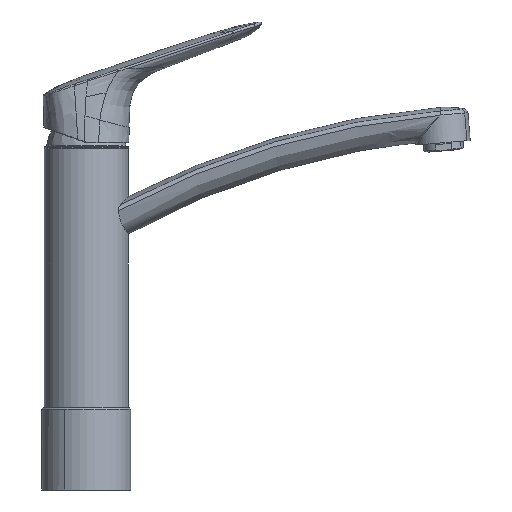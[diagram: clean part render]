
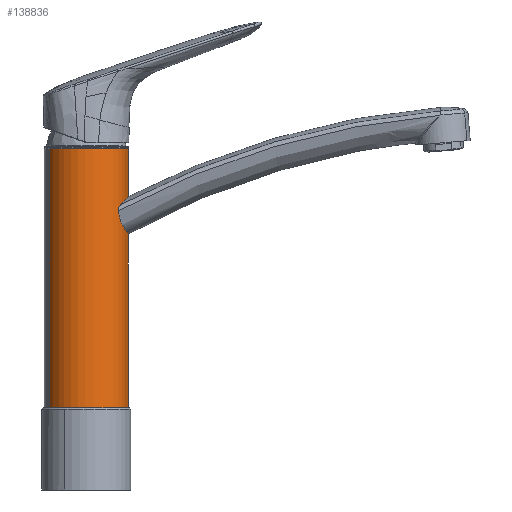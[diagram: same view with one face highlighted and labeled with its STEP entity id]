
A CAD part, front view. The second image highlights one B-rep face of the part: STEP entity #138836.
In plain terms, the highlighted cylindrical face has radius 25.5 mm (diameter 51 mm), a partial arc.
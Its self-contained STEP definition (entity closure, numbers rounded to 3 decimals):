
#138531=CARTESIAN_POINT(' ',(22.378,12.225,157.));
#138532=VERTEX_POINT(' ',#138531);
#138536=CARTESIAN_POINT(' ',(-22.378,-12.225,157.));
#138537=VERTEX_POINT(' ',#138536);
#138551=CARTESIAN_POINT(' ',(22.378,12.225,157.));
#138556=DIRECTION(' ',(0.,0.,-1.));
#138561=VECTOR(' ',#138556,1.);
#138566=LINE('',#138551,#138561);
#138571=CARTESIAN_POINT(' ',(22.378,12.225,0.));
#138572=VERTEX_POINT(' ',#138571);
#138576=EDGE_CURVE(' ',#138532,#138572,#138566,.T.);
#138611=CARTESIAN_POINT(' ',(-22.378,-12.225,0.));
#138612=VERTEX_POINT(' ',#138611);
#138626=CARTESIAN_POINT(' ',(-22.378,-12.225,157.));
#138631=DIRECTION(' ',(0.,0.,-1.));
#138636=VECTOR(' ',#138631,1.);
#138641=LINE('',#138626,#138636);
#138646=EDGE_CURVE(' ',#138537,#138612,#138641,.T.);
#138701=CARTESIAN_POINT(' ',(0.,0.,157.));
#138706=DIRECTION(' ',(0.,-0.,1.));
#138711=DIRECTION(' ',(-0.878,-0.479,0.));
#138716=AXIS2_PLACEMENT_3D(' ',#138701,#138706,#138711);
#138721=CIRCLE('',#138716,25.5);
#138726=EDGE_CURVE(' ',#138537,#138532,#138721,.T.);
#138751=CARTESIAN_POINT(' ',(0.,0.,78.5));
#138756=DIRECTION(' ',(0.,0.,1.));
#138761=DIRECTION(' ',(-0.878,-0.479,-0.));
#138766=AXIS2_PLACEMENT_3D(' ',#138751,#138756,#138761);
#138771=CYLINDRICAL_SURFACE(' ',#138766,25.5);
#138776=ORIENTED_EDGE(' ',*,*,#138726,.F.);
#138781=ORIENTED_EDGE(' ',*,*,#138646,.T.);
#138786=CARTESIAN_POINT(' ',(0.,0.,0.));
#138791=DIRECTION(' ',(0.,0.,1.));
#138796=DIRECTION(' ',(-0.878,-0.479,0.));
#138801=AXIS2_PLACEMENT_3D(' ',#138786,#138791,#138796);
#138806=CIRCLE('',#138801,25.5);
#138811=EDGE_CURVE(' ',#138612,#138572,#138806,.T.);
#138816=ORIENTED_EDGE(' ',*,*,#138811,.T.);
#138821=ORIENTED_EDGE(' ',*,*,#138576,.F.);
#138826=EDGE_LOOP(' ',(#138776,#138781,#138816,#138821));
#138831=FACE_OUTER_BOUND(' ',#138826,.T.);
#138836=ADVANCED_FACE('',(#138831),#138771,.T.);
